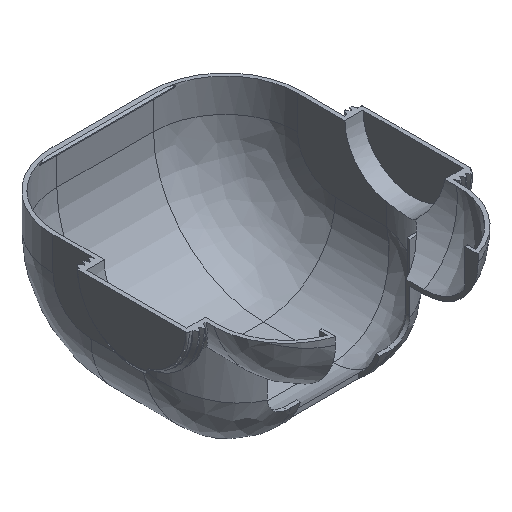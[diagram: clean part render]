
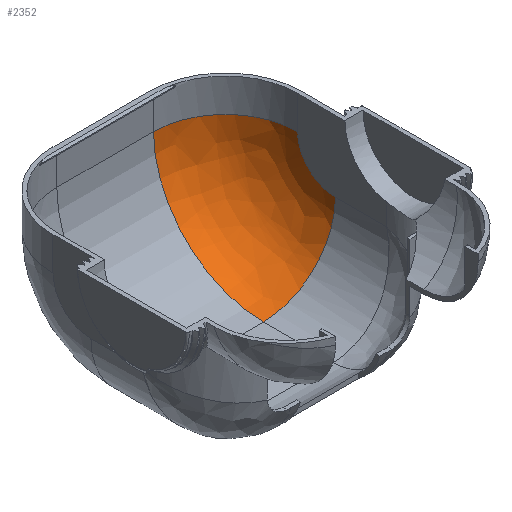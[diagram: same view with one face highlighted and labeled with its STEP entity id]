
A CAD part, isometric view. The second image highlights one B-rep face of the part: STEP entity #2352.
In plain terms, the highlighted free-form (B-spline) face has degree [2, 2] with [3, 3] control points.
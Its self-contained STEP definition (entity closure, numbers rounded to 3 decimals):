
#17=(
BOUNDED_SURFACE()
B_SPLINE_SURFACE(2,2,((#4239,#4240,#4241),(#4242,#4243,#4244),(#4245,#4246,
#4247)),.UNSPECIFIED.,.F.,.F.,.F.)
B_SPLINE_SURFACE_WITH_KNOTS((3,3),(3,3),(-1.571,0.),(1.571,
3.142),.UNSPECIFIED.)
GEOMETRIC_REPRESENTATION_ITEM()
RATIONAL_B_SPLINE_SURFACE(((1.,0.707,1.),(0.707,
0.5,0.707),(1.,0.707,1.)))
REPRESENTATION_ITEM('')
SURFACE()
);
#99=CIRCLE('',#2532,38.);
#100=CIRCLE('',#2533,20.);
#101=CIRCLE('',#2534,38.);
#102=CIRCLE('',#2535,58.);
#587=FACE_OUTER_BOUND('',#721,.T.);
#721=EDGE_LOOP('',(#1778,#1779,#1780,#1781));
#1120=VERTEX_POINT('',#4248);
#1121=VERTEX_POINT('',#4249);
#1122=VERTEX_POINT('',#4251);
#1123=VERTEX_POINT('',#4253);
#1380=EDGE_CURVE('',#1120,#1121,#99,.T.);
#1381=EDGE_CURVE('',#1122,#1120,#100,.T.);
#1382=EDGE_CURVE('',#1122,#1123,#101,.T.);
#1383=EDGE_CURVE('',#1121,#1123,#102,.T.);
#1778=ORIENTED_EDGE('',*,*,#1380,.F.);
#1779=ORIENTED_EDGE('',*,*,#1381,.F.);
#1780=ORIENTED_EDGE('',*,*,#1382,.T.);
#1781=ORIENTED_EDGE('',*,*,#1383,.F.);
#2352=ADVANCED_FACE('',(#587),#17,.T.);
#2532=AXIS2_PLACEMENT_3D('',#4250,#2910,#2911);
#2533=AXIS2_PLACEMENT_3D('',#4252,#2912,#2913);
#2534=AXIS2_PLACEMENT_3D('',#4254,#2914,#2915);
#2535=AXIS2_PLACEMENT_3D('',#4255,#2916,#2917);
#2910=DIRECTION('center_axis',(0.,1.,0.));
#2911=DIRECTION('ref_axis',(1.,0.,0.));
#2912=DIRECTION('center_axis',(-1.,0.,0.));
#2913=DIRECTION('ref_axis',(0.,0.707,-0.707));
#2914=DIRECTION('center_axis',(0.,0.,1.));
#2915=DIRECTION('ref_axis',(1.,0.,0.));
#2916=DIRECTION('center_axis',(1.,0.,0.));
#2917=DIRECTION('ref_axis',(0.,0.707,-0.707));
#4239=CARTESIAN_POINT('Ctrl Pts',(63.5,4.3,28.1));
#4240=CARTESIAN_POINT('Ctrl Pts',(63.5,4.3,8.1));
#4241=CARTESIAN_POINT('Ctrl Pts',(63.5,-15.7,8.1));
#4242=CARTESIAN_POINT('Ctrl Pts',(63.5,42.3,28.1));
#4243=CARTESIAN_POINT('Ctrl Pts',(63.5,42.3,-29.9));
#4244=CARTESIAN_POINT('Ctrl Pts',(63.5,-15.7,-29.9));
#4245=CARTESIAN_POINT('Ctrl Pts',(25.5,42.3,28.1));
#4246=CARTESIAN_POINT('Ctrl Pts',(25.5,42.3,-29.9));
#4247=CARTESIAN_POINT('Ctrl Pts',(25.5,-15.7,-29.9));
#4248=CARTESIAN_POINT('',(63.5,-15.7,8.1));
#4249=CARTESIAN_POINT('',(25.5,-15.7,-29.9));
#4250=CARTESIAN_POINT('Origin',(25.5,-15.7,8.1));
#4251=CARTESIAN_POINT('',(63.5,4.3,28.1));
#4252=CARTESIAN_POINT('Origin',(63.5,-15.7,28.1));
#4253=CARTESIAN_POINT('',(25.5,42.3,28.1));
#4254=CARTESIAN_POINT('Origin',(25.5,4.3,28.1));
#4255=CARTESIAN_POINT('Origin',(25.5,-15.7,28.1));
